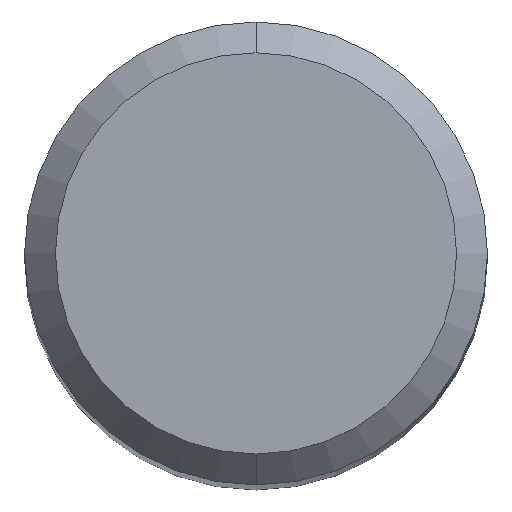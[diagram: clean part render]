
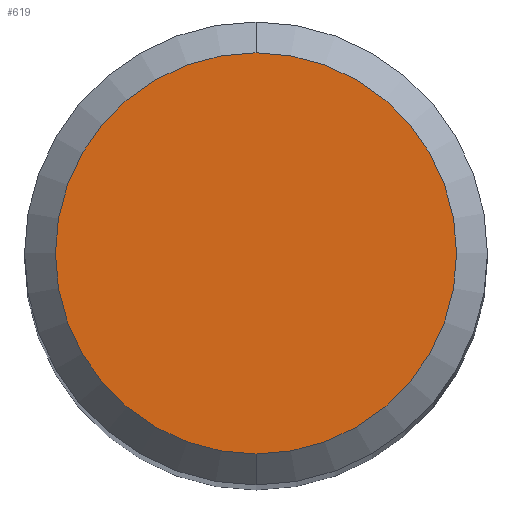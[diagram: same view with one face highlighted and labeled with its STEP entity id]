
A CAD part, top view. The second image highlights one B-rep face of the part: STEP entity #619.
In plain terms, the highlighted planar face has unit normal (0, 0, 1).
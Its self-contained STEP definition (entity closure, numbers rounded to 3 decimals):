
#329=EDGE_CURVE('',#421,#589,#924,.T.);
#421=VERTEX_POINT('',#1023);
#493=EDGE_CURVE('',#589,#421,#1106,.T.);
#589=VERTEX_POINT('',#1213);
#619=ADVANCED_FACE('',(#1245),#1246,.T.);
#924=CIRCLE('',#1615,2.6);
#1023=CARTESIAN_POINT('',(0.,-2.6,0.0));
#1106=CIRCLE('',#2532,2.6);
#1213=CARTESIAN_POINT('',(0.0,2.6,0.0));
#1245=FACE_OUTER_BOUND('',#2906,.T.);
#1246=PLANE('',#2907);
#1615=AXIS2_PLACEMENT_3D('',#5057,#5058,#5059);
#2532=AXIS2_PLACEMENT_3D('',#5280,#5281,#5282);
#2906=EDGE_LOOP('',(#5437,#5438));
#2907=AXIS2_PLACEMENT_3D('',#5439,#5440,#5441);
#5057=CARTESIAN_POINT('',(0.0,0.0,0.0));
#5058=DIRECTION('',(0.0,0.0,-1.0));
#5059=DIRECTION('',(0.0,1.0,0.0));
#5280=CARTESIAN_POINT('',(0.0,0.0,0.0));
#5281=DIRECTION('',(0.0,0.0,-1.0));
#5282=DIRECTION('',(0.0,1.0,0.0));
#5437=ORIENTED_EDGE('',*,*,#493,.F.);
#5438=ORIENTED_EDGE('',*,*,#329,.F.);
#5439=CARTESIAN_POINT('',(0.0,1.3,0.0));
#5440=DIRECTION('',(-0.0,0.0,1.0));
#5441=DIRECTION('',(0.0,-1.0,0.0));
